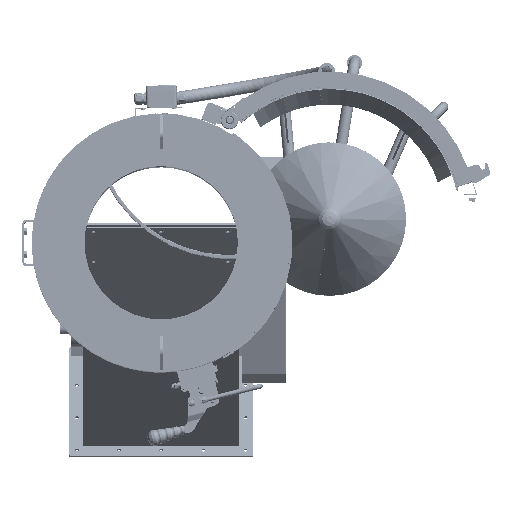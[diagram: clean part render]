
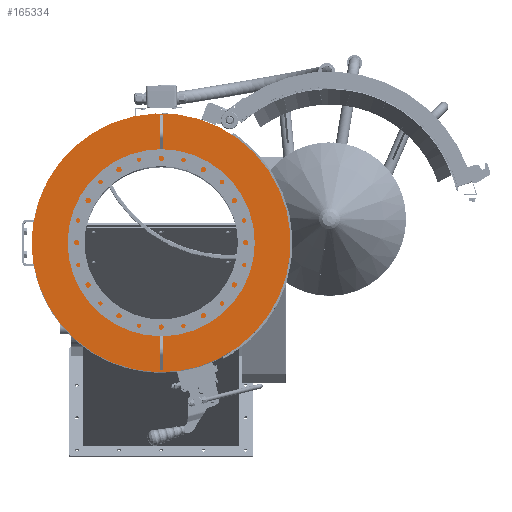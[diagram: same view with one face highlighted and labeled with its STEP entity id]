
A CAD part, top view. The second image highlights one B-rep face of the part: STEP entity #165334.
In plain terms, the highlighted planar face has unit normal (0, 0, 1).
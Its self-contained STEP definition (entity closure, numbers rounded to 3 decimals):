
#2512=FACE_BOUND($,#32533,.T.);
#2513=FACE_BOUND($,#32534,.T.);
#2514=FACE_BOUND($,#32535,.T.);
#5924=CIRCLE($,#175924,203.);
#5962=CIRCLE($,#176044,337.5);
#5963=CIRCLE($,#176045,337.5);
#5964=CIRCLE($,#176046,203.);
#11519=PLANE($,#176043);
#22034=FACE_OUTER_BOUND($,#32532,.T.);
#32532=EDGE_LOOP($,(#134139,#134140));
#32533=EDGE_LOOP($,(#134141,#134142,#134143,#134144));
#32534=EDGE_LOOP($,(#134145,#134146,#134147,#134148));
#32535=EDGE_LOOP($,(#134149,#134150));
#46852=LINE($,#269925,#60311);
#46853=LINE($,#269928,#60312);
#46855=LINE($,#269932,#60314);
#46857=LINE($,#269935,#60316);
#46860=LINE($,#269941,#60319);
#46861=LINE($,#269944,#60320);
#46863=LINE($,#269948,#60322);
#46865=LINE($,#269951,#60324);
#60311=VECTOR($,#205911,8.);
#60312=VECTOR($,#205914,100.);
#60314=VECTOR($,#205918,8.);
#60316=VECTOR($,#205922,100.);
#60319=VECTOR($,#205927,8.);
#60320=VECTOR($,#205930,100.);
#60322=VECTOR($,#205934,8.);
#60324=VECTOR($,#205938,100.);
#76928=VERTEX_POINT($,#269921);
#76929=VERTEX_POINT($,#269923);
#76930=VERTEX_POINT($,#269927);
#76931=VERTEX_POINT($,#269931);
#76932=VERTEX_POINT($,#269937);
#76933=VERTEX_POINT($,#269939);
#76934=VERTEX_POINT($,#269943);
#76935=VERTEX_POINT($,#269947);
#76937=VERTEX_POINT($,#269956);
#76938=VERTEX_POINT($,#269957);
#76965=VERTEX_POINT($,#270064);
#76966=VERTEX_POINT($,#270068);
#96635=EDGE_CURVE($,#76928,#76929,#46852,.T.);
#96636=EDGE_CURVE($,#76930,#76928,#46853,.T.);
#96638=EDGE_CURVE($,#76931,#76930,#46855,.T.);
#96640=EDGE_CURVE($,#76929,#76931,#46857,.T.);
#96643=EDGE_CURVE($,#76932,#76933,#46860,.T.);
#96644=EDGE_CURVE($,#76934,#76932,#46861,.T.);
#96646=EDGE_CURVE($,#76935,#76934,#46863,.T.);
#96648=EDGE_CURVE($,#76933,#76935,#46865,.T.);
#96650=EDGE_CURVE($,#76937,#76938,#5924,.T.);
#96816=EDGE_CURVE($,#76965,#76966,#5962,.T.);
#96817=EDGE_CURVE($,#76966,#76965,#5963,.T.);
#96818=EDGE_CURVE($,#76937,#76938,#5964,.T.);
#134139=ORIENTED_EDGE($,*,*,#96816,.T.);
#134140=ORIENTED_EDGE($,*,*,#96817,.T.);
#134141=ORIENTED_EDGE($,*,*,#96648,.T.);
#134142=ORIENTED_EDGE($,*,*,#96646,.T.);
#134143=ORIENTED_EDGE($,*,*,#96644,.T.);
#134144=ORIENTED_EDGE($,*,*,#96643,.T.);
#134145=ORIENTED_EDGE($,*,*,#96640,.T.);
#134146=ORIENTED_EDGE($,*,*,#96638,.T.);
#134147=ORIENTED_EDGE($,*,*,#96636,.T.);
#134148=ORIENTED_EDGE($,*,*,#96635,.T.);
#134149=ORIENTED_EDGE($,*,*,#96650,.F.);
#134150=ORIENTED_EDGE($,*,*,#96818,.T.);
#165334=ADVANCED_FACE($,(#22034,#2512,#2513,#2514),#11519,.T.);
#175924=AXIS2_PLACEMENT_3D($,#269958,#205945,#205946);
#176043=AXIS2_PLACEMENT_3D($,#270289,#206311,#206312);
#176044=AXIS2_PLACEMENT_3D($,#270290,#206313,#206314);
#176045=AXIS2_PLACEMENT_3D($,#270291,#206315,#206316);
#176046=AXIS2_PLACEMENT_3D($,#270292,#206317,#206318);
#205911=DIRECTION($,(1.,0.,0.));
#205914=DIRECTION($,(0.,1.,0.));
#205918=DIRECTION($,(-1.,0.,0.));
#205922=DIRECTION($,(0.,-1.,0.));
#205927=DIRECTION($,(1.,0.,0.));
#205930=DIRECTION($,(0.,1.,0.));
#205934=DIRECTION($,(-1.,0.,0.));
#205938=DIRECTION($,(0.,-1.,0.));
#205945=DIRECTION('center_axis',(0.,0.,
1.));
#205946=DIRECTION('ref_axis',(0.,1.,0.));
#206311=DIRECTION('center_axis',(0.,0.,
1.));
#206312=DIRECTION('ref_axis',(-1.,0.,0.));
#206313=DIRECTION('center_axis',(0.,0.,
1.));
#206314=DIRECTION('ref_axis',(0.,1.,0.));
#206315=DIRECTION('center_axis',(0.,0.,
1.));
#206316=DIRECTION('ref_axis',(0.,1.,0.));
#206317=DIRECTION('center_axis',(0.,0.,
-1.));
#206318=DIRECTION('ref_axis',(0.,1.,0.));
#269921=CARTESIAN_POINT('',(-4.,-232.166,398.));
#269923=CARTESIAN_POINT('',(4.,-232.166,398.));
#269925=CARTESIAN_POINT($,(-4.,-232.166,398.));
#269927=CARTESIAN_POINT('',(-4.,-332.166,398.));
#269928=CARTESIAN_POINT($,(-4.,-332.166,398.));
#269931=CARTESIAN_POINT('',(4.,-332.166,398.));
#269932=CARTESIAN_POINT($,(4.,-332.166,398.));
#269935=CARTESIAN_POINT($,(4.,-232.166,398.));
#269937=CARTESIAN_POINT('',(-4.,332.166,398.));
#269939=CARTESIAN_POINT('',(4.,332.166,398.));
#269941=CARTESIAN_POINT($,(-4.,332.166,398.));
#269943=CARTESIAN_POINT('',(-4.,232.166,398.));
#269944=CARTESIAN_POINT($,(-4.,232.166,398.));
#269947=CARTESIAN_POINT('',(4.,232.166,398.));
#269948=CARTESIAN_POINT($,(4.,232.166,398.));
#269951=CARTESIAN_POINT($,(4.,332.166,398.));
#269956=CARTESIAN_POINT('',(-203.,-0.05,398.));
#269957=CARTESIAN_POINT('',(-203.,0.05,398.));
#269958=CARTESIAN_POINT('Origin',(0.,0.,
398.));
#270064=CARTESIAN_POINT('',(-332.988,-55.,398.));
#270068=CARTESIAN_POINT('',(-332.988,55.,398.));
#270289=CARTESIAN_POINT('Origin',(0.,335.5,398.));
#270290=CARTESIAN_POINT('Origin',(0.,0.,
398.));
#270291=CARTESIAN_POINT('Origin',(0.,0.,
398.));
#270292=CARTESIAN_POINT('Origin',(0.,0.,
398.));
